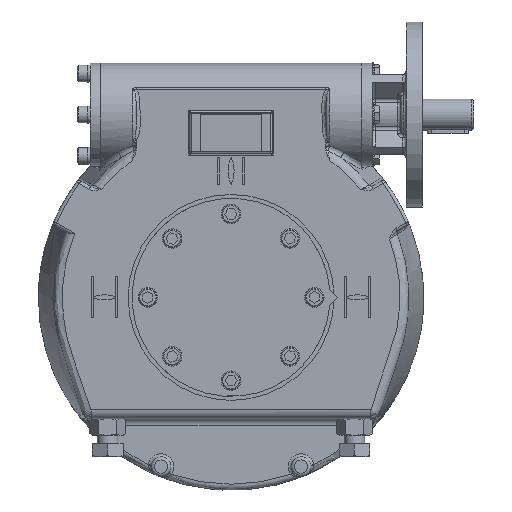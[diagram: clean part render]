
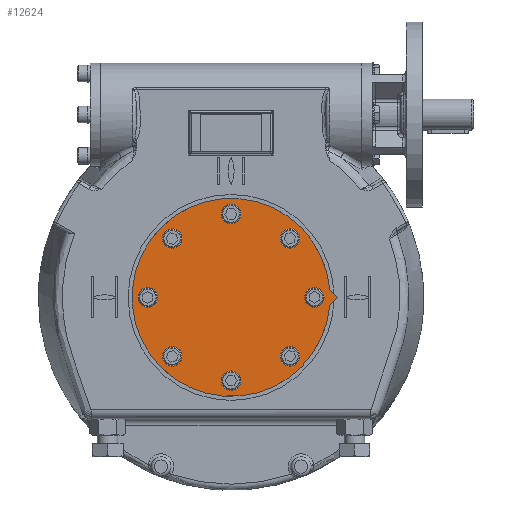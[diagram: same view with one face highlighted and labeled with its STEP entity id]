
A CAD part, top view. The second image highlights one B-rep face of the part: STEP entity #12624.
In plain terms, the highlighted planar face has unit normal (0, 0, 1).
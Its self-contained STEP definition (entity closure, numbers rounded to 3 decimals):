
#1412=CIRCLE('',#16942,96.25);
#1421=CIRCLE('',#16955,6.5);
#1422=CIRCLE('',#16956,6.5);
#1423=CIRCLE('',#16957,6.5);
#1424=CIRCLE('',#16958,6.5);
#1425=CIRCLE('',#16959,6.5);
#1426=CIRCLE('',#16960,6.5);
#1427=CIRCLE('',#16961,6.5);
#1428=CIRCLE('',#16962,6.5);
#4204=ORIENTED_EDGE('',*,*,#6473,.F.);
#4205=ORIENTED_EDGE('',*,*,#6474,.F.);
#4206=ORIENTED_EDGE('',*,*,#6475,.F.);
#4207=ORIENTED_EDGE('',*,*,#6476,.F.);
#4208=ORIENTED_EDGE('',*,*,#6477,.F.);
#4209=ORIENTED_EDGE('',*,*,#6478,.F.);
#4210=ORIENTED_EDGE('',*,*,#6479,.F.);
#4211=ORIENTED_EDGE('',*,*,#6480,.F.);
#4212=ORIENTED_EDGE('',*,*,#6458,.T.);
#4213=ORIENTED_EDGE('',*,*,#6462,.T.);
#4214=ORIENTED_EDGE('',*,*,#6464,.T.);
#6458=EDGE_CURVE('',#7935,#7934,#1412,.T.);
#6462=EDGE_CURVE('',#7934,#7937,#8720,.T.);
#6464=EDGE_CURVE('',#7937,#7935,#8722,.T.);
#6473=EDGE_CURVE('',#7946,#7946,#1421,.T.);
#6474=EDGE_CURVE('',#7947,#7947,#1422,.T.);
#6475=EDGE_CURVE('',#7948,#7948,#1423,.T.);
#6476=EDGE_CURVE('',#7949,#7949,#1424,.T.);
#6477=EDGE_CURVE('',#7950,#7950,#1425,.T.);
#6478=EDGE_CURVE('',#7951,#7951,#1426,.T.);
#6479=EDGE_CURVE('',#7952,#7952,#1427,.T.);
#6480=EDGE_CURVE('',#7953,#7953,#1428,.T.);
#7934=VERTEX_POINT('',#33546);
#7935=VERTEX_POINT('',#33548);
#7937=VERTEX_POINT('',#33554);
#7946=VERTEX_POINT('',#33578);
#7947=VERTEX_POINT('',#33580);
#7948=VERTEX_POINT('',#33582);
#7949=VERTEX_POINT('',#33584);
#7950=VERTEX_POINT('',#33586);
#7951=VERTEX_POINT('',#33588);
#7952=VERTEX_POINT('',#33590);
#7953=VERTEX_POINT('',#33592);
#8720=LINE('',#33555,#9375);
#8722=LINE('',#33558,#9377);
#9375=VECTOR('',#19808,1000.);
#9377=VECTOR('',#19812,1000.);
#10380=EDGE_LOOP('',(#4204));
#10381=EDGE_LOOP('',(#4205));
#10382=EDGE_LOOP('',(#4206));
#10383=EDGE_LOOP('',(#4207));
#10384=EDGE_LOOP('',(#4208));
#10385=EDGE_LOOP('',(#4209));
#10386=EDGE_LOOP('',(#4210));
#10387=EDGE_LOOP('',(#4211));
#10388=EDGE_LOOP('',(#4212,#4213,#4214));
#11454=FACE_BOUND('',#10380,.T.);
#11455=FACE_BOUND('',#10381,.T.);
#11456=FACE_BOUND('',#10382,.T.);
#11457=FACE_BOUND('',#10383,.T.);
#11458=FACE_BOUND('',#10384,.T.);
#11459=FACE_BOUND('',#10385,.T.);
#11460=FACE_BOUND('',#10386,.T.);
#11461=FACE_BOUND('',#10387,.T.);
#11462=FACE_BOUND('',#10388,.T.);
#11930=PLANE('',#16954);
#12624=ADVANCED_FACE('',(#11454,#11455,#11456,#11457,#11458,#11459,#11460,
#11461,#11462),#11930,.T.);
#16942=AXIS2_PLACEMENT_3D('',#33547,#19801,#19802);
#16954=AXIS2_PLACEMENT_3D('',#33576,#19831,#19832);
#16955=AXIS2_PLACEMENT_3D('',#33577,#19833,#19834);
#16956=AXIS2_PLACEMENT_3D('',#33579,#19835,#19836);
#16957=AXIS2_PLACEMENT_3D('',#33581,#19837,#19838);
#16958=AXIS2_PLACEMENT_3D('',#33583,#19839,#19840);
#16959=AXIS2_PLACEMENT_3D('',#33585,#19841,#19842);
#16960=AXIS2_PLACEMENT_3D('',#33587,#19843,#19844);
#16961=AXIS2_PLACEMENT_3D('',#33589,#19845,#19846);
#16962=AXIS2_PLACEMENT_3D('',#33591,#19847,#19848);
#19801=DIRECTION('',(0.,0.,1.));
#19802=DIRECTION('',(1.,0.,0.));
#19808=DIRECTION('',(0.707,0.707,0.));
#19812=DIRECTION('',(-0.707,0.707,0.));
#19831=DIRECTION('',(0.,0.,1.));
#19832=DIRECTION('',(1.,0.,0.));
#19833=DIRECTION('',(0.,0.,1.));
#19834=DIRECTION('',(0.707,0.707,0.));
#19835=DIRECTION('',(0.,0.,1.));
#19836=DIRECTION('',(0.,1.,0.));
#19837=DIRECTION('',(0.,0.,1.));
#19838=DIRECTION('',(-0.707,0.707,0.));
#19839=DIRECTION('',(0.,0.,1.));
#19840=DIRECTION('',(-1.,0.,0.));
#19841=DIRECTION('',(0.,0.,1.));
#19842=DIRECTION('',(-0.707,-0.707,0.));
#19843=DIRECTION('',(0.,0.,1.));
#19844=DIRECTION('',(0.,-1.,0.));
#19845=DIRECTION('',(0.,0.,1.));
#19846=DIRECTION('',(0.707,-0.707,0.));
#19847=DIRECTION('',(0.,0.,1.));
#19848=DIRECTION('',(1.,0.,0.));
#33546=CARTESIAN_POINT('',(95.932,-7.818,54.15));
#33547=CARTESIAN_POINT('',(0.,0.,54.15));
#33548=CARTESIAN_POINT('',(95.932,7.818,54.15));
#33554=CARTESIAN_POINT('',(103.75,0.,54.15));
#33555=CARTESIAN_POINT('',(95.932,-7.818,54.15));
#33558=CARTESIAN_POINT('',(103.75,0.,54.15));
#33576=CARTESIAN_POINT('',(0.,0.,54.15));
#33577=CARTESIAN_POINT('',(-57.276,57.276,54.15));
#33578=CARTESIAN_POINT('',(-52.679,61.872,54.15));
#33579=CARTESIAN_POINT('',(-81.,0.,54.15));
#33580=CARTESIAN_POINT('',(-81.,6.5,54.15));
#33581=CARTESIAN_POINT('',(-57.276,-57.276,54.15));
#33582=CARTESIAN_POINT('',(-61.872,-52.679,54.15));
#33583=CARTESIAN_POINT('',(0.,-81.,54.15));
#33584=CARTESIAN_POINT('',(-6.5,-81.,54.15));
#33585=CARTESIAN_POINT('',(57.276,-57.276,54.15));
#33586=CARTESIAN_POINT('',(52.679,-61.872,54.15));
#33587=CARTESIAN_POINT('',(81.,0.,54.15));
#33588=CARTESIAN_POINT('',(81.,-6.5,54.15));
#33589=CARTESIAN_POINT('',(57.276,57.276,54.15));
#33590=CARTESIAN_POINT('',(61.872,52.679,54.15));
#33591=CARTESIAN_POINT('',(0.,81.,54.15));
#33592=CARTESIAN_POINT('',(6.5,81.,54.15));
